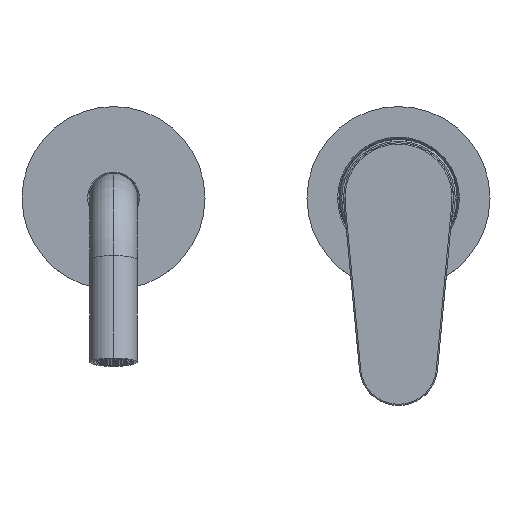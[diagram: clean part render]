
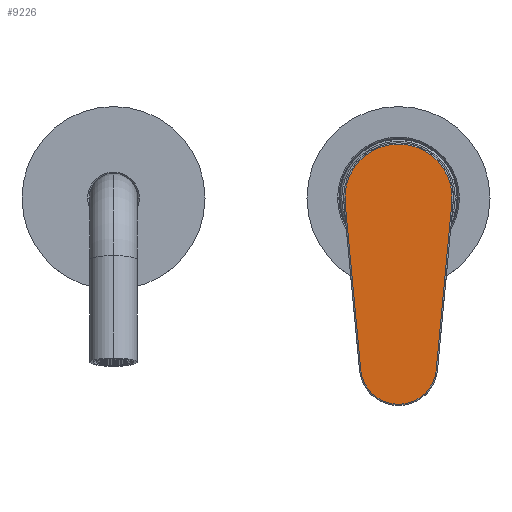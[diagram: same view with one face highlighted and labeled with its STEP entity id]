
A CAD part, top view. The second image highlights one B-rep face of the part: STEP entity #9226.
In plain terms, the highlighted planar face has unit normal (0, 0, 1).
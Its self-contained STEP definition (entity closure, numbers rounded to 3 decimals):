
#688=CARTESIAN_POINT('',(0.,0.05,102.8));
#689=DIRECTION('',(0.,0.,1.));
#690=DIRECTION('',(0.996,-0.093,0.));
#691=AXIS2_PLACEMENT_3D('',#688,#689,#690);
#698=DIRECTION('',(0.093,0.996,0.));
#699=VECTOR('',#698,64.22);
#700=CARTESIAN_POINT('',(14.437,-65.799,102.8));
#701=LINE('',#700,#699);
#702=CARTESIAN_POINT('',(0.,-64.45,102.8));
#703=DIRECTION('',(0.,0.,1.));
#704=DIRECTION('',(-0.996,-0.093,0.));
#705=AXIS2_PLACEMENT_3D('',#702,#703,#704);
#707=DIRECTION('',(0.093,-0.996,0.));
#708=VECTOR('',#707,64.22);
#709=CARTESIAN_POINT('',(-20.411,-1.857,102.8));
#710=LINE('',#709,#708);
#8380=CARTESIAN_POINT('',(-20.411,-1.857,102.8));
#8381=CARTESIAN_POINT('',(-14.437,-65.799,102.8));
#8382=VERTEX_POINT('',#8380);
#8383=VERTEX_POINT('',#8381);
#8386=CARTESIAN_POINT('',(14.437,-65.799,102.8));
#8387=VERTEX_POINT('',#8386);
#8390=CARTESIAN_POINT('',(20.411,-1.857,102.8));
#8391=VERTEX_POINT('',#8390);
#9213=CARTESIAN_POINT('',(0.,0.05,102.8));
#9214=DIRECTION('',(0.,0.,1.));
#9215=DIRECTION('',(1.,0.,0.));
#9216=AXIS2_PLACEMENT_3D('',#9213,#9214,#9215);
#9217=PLANE('',#9216);
#9218=ORIENTED_EDGE('',*,*,#9176,.F.);
#9219=ORIENTED_EDGE('',*,*,#9196,.F.);
#9221=ORIENTED_EDGE('',*,*,#9220,.F.);
#9223=ORIENTED_EDGE('',*,*,#9222,.F.);
#9224=EDGE_LOOP('',(#9218,#9219,#9221,#9223));
#9225=FACE_OUTER_BOUND('',#9224,.F.);
#9226=ADVANCED_FACE('',(#9225),#9217,.T.);
#692=CIRCLE('',#691,20.5);
#706=CIRCLE('',#705,14.5);
#9176=EDGE_CURVE('',#8391,#8382,#692,.T.);
#9196=EDGE_CURVE('',#8387,#8391,#701,.T.);
#9220=EDGE_CURVE('',#8383,#8387,#706,.T.);
#9222=EDGE_CURVE('',#8382,#8383,#710,.T.);
